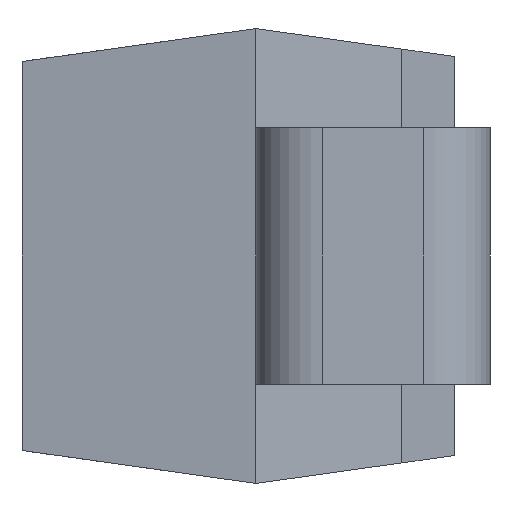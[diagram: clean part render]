
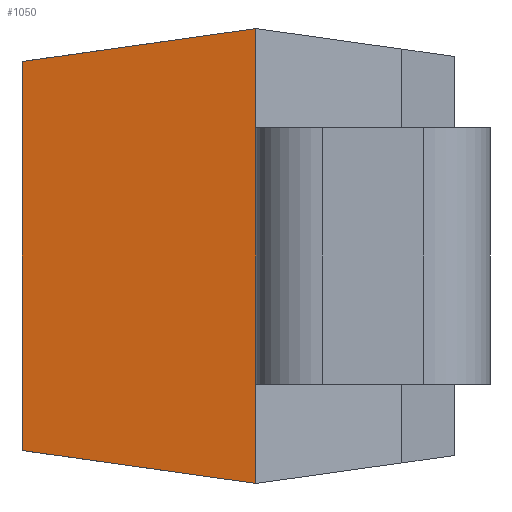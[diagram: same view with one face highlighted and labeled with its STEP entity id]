
A CAD part, left-side view. The second image highlights one B-rep face of the part: STEP entity #1050.
In plain terms, the highlighted planar face has unit normal (-0.99, 0.139, 0).
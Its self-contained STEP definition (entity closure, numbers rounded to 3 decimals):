
#8 = DIRECTION ( 'NONE',  ( 0., 0., 1. ) ) ;
#12 = CARTESIAN_POINT ( 'NONE',  ( -1.951, 2.65, -1.101 ) ) ;
#37 = VERTEX_POINT ( 'NONE', #304 ) ;
#188 = ORIENTED_EDGE ( 'NONE', *, *, #1236, .F. ) ;
#214 = DIRECTION ( 'NONE',  ( -0.99, 0.139, 0. ) ) ;
#239 = EDGE_CURVE ( 'NONE', #382, #37, #466, .T. ) ;
#276 = CARTESIAN_POINT ( 'NONE',  ( -2.089, 1.673, -1.239 ) ) ;
#297 = DIRECTION ( 'NONE',  ( -0.139, -0.99, 0. ) ) ;
#304 = CARTESIAN_POINT ( 'NONE',  ( -2.138, 1.325, -1.287 ) ) ;
#329 = CARTESIAN_POINT ( 'NONE',  ( -2.138, 1.325, 1.288 ) ) ;
#382 = VERTEX_POINT ( 'NONE', #12 ) ;
#466 = LINE ( 'NONE', #276, #961 ) ;
#489 = EDGE_LOOP ( 'NONE', ( #1198, #188, #679, #1011 ) ) ;
#492 = LINE ( 'NONE', #627, #980 ) ;
#510 = EDGE_CURVE ( 'NONE', #382, #539, #492, .T. ) ;
#539 = VERTEX_POINT ( 'NONE', #1135 ) ;
#567 = VECTOR ( 'NONE', #8, 1000. ) ;
#570 = DIRECTION ( 'NONE',  ( -0.138, -0.981, -0.138 ) ) ;
#589 = FACE_OUTER_BOUND ( 'NONE', #489, .T. ) ;
#611 = LINE ( 'NONE', #329, #567 ) ;
#627 = CARTESIAN_POINT ( 'NONE',  ( -1.951, 2.65, 0. ) ) ;
#646 = LINE ( 'NONE', #845, #1108 ) ;
#679 = ORIENTED_EDGE ( 'NONE', *, *, #510, .F. ) ;
#760 = CARTESIAN_POINT ( 'NONE',  ( -2.138, 1.325, 1.288 ) ) ;
#839 = PLANE ( 'NONE',  #1072 ) ;
#845 = CARTESIAN_POINT ( 'NONE',  ( -2.138, 1.325, 1.288 ) ) ;
#954 = DIRECTION ( 'NONE',  ( 0., 0., 1. ) ) ;
#961 = VECTOR ( 'NONE', #570, 1000. ) ;
#970 = DIRECTION ( 'NONE',  ( -0.138, -0.981, 0.138 ) ) ;
#980 = VECTOR ( 'NONE', #954, 1000. ) ;
#1011 = ORIENTED_EDGE ( 'NONE', *, *, #239, .T. ) ;
#1050 = ADVANCED_FACE ( 'NONE', ( #589 ), #839, .T. ) ;
#1072 = AXIS2_PLACEMENT_3D ( 'NONE', #1229, #214, #297 ) ;
#1101 = VERTEX_POINT ( 'NONE', #760 ) ;
#1108 = VECTOR ( 'NONE', #970, 1000. ) ;
#1135 = CARTESIAN_POINT ( 'NONE',  ( -1.951, 2.65, 1.101 ) ) ;
#1152 = EDGE_CURVE ( 'NONE', #37, #1101, #611, .T. ) ;
#1198 = ORIENTED_EDGE ( 'NONE', *, *, #1152, .T. ) ;
#1229 = CARTESIAN_POINT ( 'NONE',  ( -2.138, 1.325, 1.288 ) ) ;
#1236 = EDGE_CURVE ( 'NONE', #539, #1101, #646, .T. ) ;
